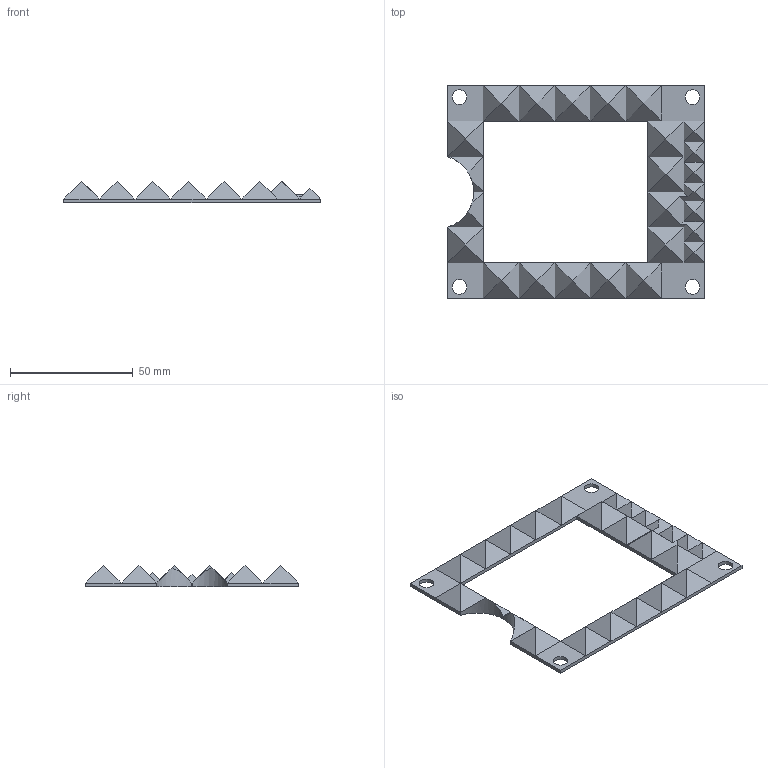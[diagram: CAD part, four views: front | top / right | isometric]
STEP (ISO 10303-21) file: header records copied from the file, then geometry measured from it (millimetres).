
FILE_DESCRIPTION(/* description */ ('STEP AP242'),/* implementation_level */ '2;1');
FILE_NAME(/* name */ 'PORCUPAD LID.step',/* time_stamp */ '2025-08-07T20:23:26+01:00',/* author */ (''),/* organization */ (''),/* preprocessor_version */ 'ST-DEVELOPER v20.1',/* originating_system */ 'Autodesk Translation Framework v14.10.0.0',/* authorisation */ '');
FILE_SCHEMA (('AUTOMOTIVE_DESIGN { 1 0 10303 214 3 1 1 }'));
Length unit declared in the file: metre
Products named in the file (25): 2025-07-31-04-20-08-512; Part 20; Part 14; Part 24; Part 2; Part 6; Part 15; Part 23; Part 1; Part 7; Part 16; Part 8; Part 17; Part 9; Part 18; Part 10; Part 12; Part 4; Part 22; Part 19; Part 11; Part 13; Part 3; Part 5; Part 21
Assembly tree (24 placements, depth 2):
  2025-07-31-04-20-08-512
    Part 20
    Part 14
    Part 24
    Part 2
    Part 6
    Part 15
    Part 23
    Part 1
    Part 7
    Part 16
    Part 8
    Part 17
    Part 9
    Part 18
    Part 10
    Part 12
    Part 4
    Part 22
    Part 19
    Part 11
    Part 13
    Part 3
    Part 5
    Part 21
Bounding box: 104.41 x 86.67 x 8.75 mm (x, y, z)
Volume: 16430.4 mm3; surface area: 13444 mm2
Topology: 3 solids, 3 shells, 127 faces, 253 edges, 132 vertices
Faces by surface type: plane 121, cylinder 6
Full cylindrical faces by diameter (mm): 6 x4
Entity records: 3878 total; most frequent: DIRECTION 625, CARTESIAN_POINT 561, ORIENTED_EDGE 506, EDGE_CURVE 253, LINE 233, VECTOR 233, AXIS2_PLACEMENT_3D 196, EDGE_LOOP 135
